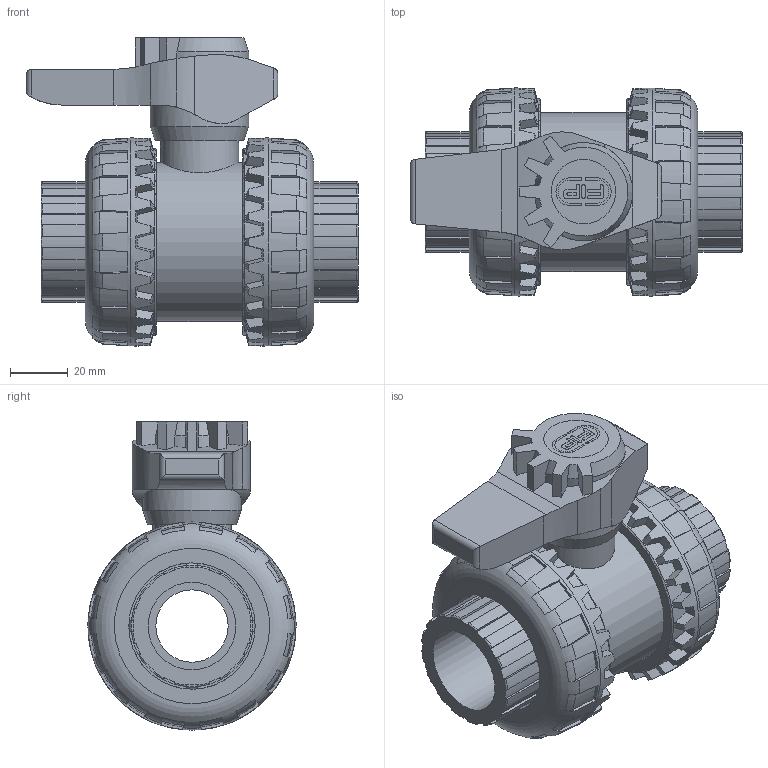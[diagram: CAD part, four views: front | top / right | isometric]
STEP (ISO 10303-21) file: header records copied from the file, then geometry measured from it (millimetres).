
FILE_DESCRIPTION(/* description */ (''),/* implementation_level */ '2;1');
FILE_NAME(/* name */ 'VXEFV100E.iam.stp',/* time_stamp */ '2013-10-01T10:45:04+02:00',/* author */ ('bfaro'),/* organization */ (''),/* preprocessor_version */ 'ST-DEVELOPER v15.2',/* originating_system */ 'Autodesk Inventor 2014',/* authorisation */ '');
FILE_SCHEMA (('AUTOMOTIVE_DESIGN { 1 0 10303 214 3 1 1 }'));
Length unit declared in the file: millimetre
Products named in the file (6): corpo valvola VEE 32; NTVXE032V; ENDFV100; HSVXE032; Piastrina 32; VXEFV100E
Bounding box: 114.8 x 71.96 x 106.54 mm (x, y, z)
Volume: 189202.5 mm3; surface area: 78317.5 mm2
Topology: 5 solids, 7 shells, 722 faces, 2071 edges, 1377 vertices
Faces by surface type: plane 397, cone 144, cylinder 101, torus 72, bspline 8
Full cylindrical faces by diameter (mm): 22.3 x2, 25 x2, 27 x1, 30.3 x2, 32 x1, 33.955 x1, 42 x2, 43.7 x2, 50.7 x2, 55 x1, 55.9 x2, 56 x2
Entity records: 14551 total; most frequent: CARTESIAN_POINT 3545, ORIENTED_EDGE 2346, DIRECTION 2338, EDGE_CURVE 1173, AXIS2_PLACEMENT_3D 961, VERTEX_POINT 792, EDGE_LOOP 463, ADVANCED_FACE 424
